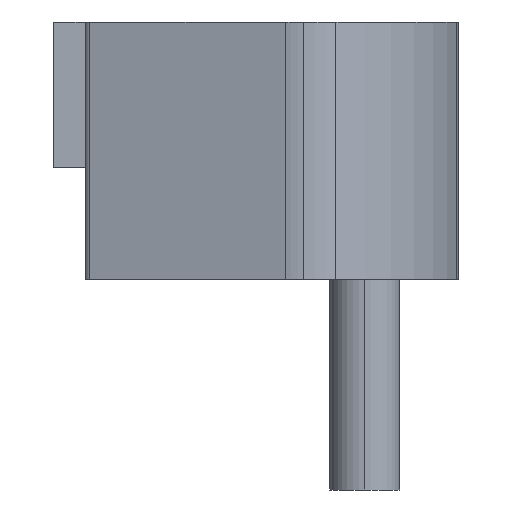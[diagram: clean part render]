
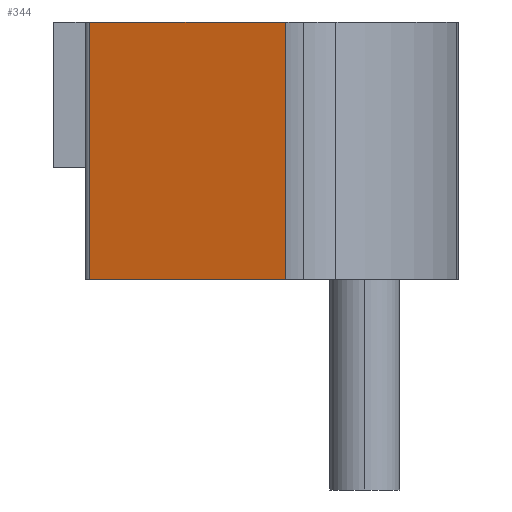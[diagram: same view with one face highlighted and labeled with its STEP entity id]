
A CAD part, left-side view. The second image highlights one B-rep face of the part: STEP entity #344.
In plain terms, the highlighted planar face has unit normal (-0.966, 0.259, 0).
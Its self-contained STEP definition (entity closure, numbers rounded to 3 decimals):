
#41 = VERTEX_POINT ( 'NONE', #612 ) ;
#85 = FACE_OUTER_BOUND ( 'NONE', #800, .T. ) ;
#87 = CARTESIAN_POINT ( 'NONE',  ( 136.336, 164.491, 11. ) ) ;
#151 = LINE ( 'NONE', #1366, #1526 ) ;
#317 = DIRECTION ( 'NONE',  ( 0., 0., -1. ) ) ;
#344 = ADVANCED_FACE ( 'NONE', ( #85 ), #932, .F. ) ;
#350 = CARTESIAN_POINT ( 'NONE',  ( 136.336, 164.491, 11. ) ) ;
#423 = EDGE_CURVE ( 'NONE', #810, #624, #1548, .T. ) ;
#435 = VERTEX_POINT ( 'NONE', #1457 ) ;
#446 = ORIENTED_EDGE ( 'NONE', *, *, #1368, .F. ) ;
#597 = DIRECTION ( 'NONE',  ( 0., 0., -1. ) ) ;
#612 = CARTESIAN_POINT ( 'NONE',  ( 134.092, 156.115, 11. ) ) ;
#624 = VERTEX_POINT ( 'NONE', #1637 ) ;
#636 = VECTOR ( 'NONE', #597, 1000. ) ;
#639 = CARTESIAN_POINT ( 'NONE',  ( 136.336, 164.491, 11. ) ) ;
#656 = CARTESIAN_POINT ( 'NONE',  ( 136.336, 164.491, 0. ) ) ;
#678 = DIRECTION ( 'NONE',  ( -0.259, -0.966, 0. ) ) ;
#723 = CARTESIAN_POINT ( 'NONE',  ( 134.092, 156.115, 11. ) ) ;
#800 = EDGE_LOOP ( 'NONE', ( #1573, #1050, #1570, #446 ) ) ;
#808 = VECTOR ( 'NONE', #678, 1000. ) ;
#810 = VERTEX_POINT ( 'NONE', #350 ) ;
#932 = PLANE ( 'NONE',  #1243 ) ;
#1012 = LINE ( 'NONE', #656, #808 ) ;
#1050 = ORIENTED_EDGE ( 'NONE', *, *, #1480, .T. ) ;
#1057 = EDGE_CURVE ( 'NONE', #41, #435, #1103, .T. ) ;
#1094 = DIRECTION ( 'NONE',  ( 0.966, -0.259, 0. ) ) ;
#1103 = LINE ( 'NONE', #723, #636 ) ;
#1243 = AXIS2_PLACEMENT_3D ( 'NONE', #87, #1094, #1716 ) ;
#1366 = CARTESIAN_POINT ( 'NONE',  ( 136.336, 164.491, 11. ) ) ;
#1368 = EDGE_CURVE ( 'NONE', #810, #41, #151, .T. ) ;
#1457 = CARTESIAN_POINT ( 'NONE',  ( 134.092, 156.115, 0. ) ) ;
#1480 = EDGE_CURVE ( 'NONE', #624, #435, #1012, .T. ) ;
#1526 = VECTOR ( 'NONE', #1642, 1000. ) ;
#1548 = LINE ( 'NONE', #639, #1708 ) ;
#1570 = ORIENTED_EDGE ( 'NONE', *, *, #1057, .F. ) ;
#1573 = ORIENTED_EDGE ( 'NONE', *, *, #423, .T. ) ;
#1637 = CARTESIAN_POINT ( 'NONE',  ( 136.336, 164.491, 0. ) ) ;
#1642 = DIRECTION ( 'NONE',  ( -0.259, -0.966, 0. ) ) ;
#1708 = VECTOR ( 'NONE', #317, 1000. ) ;
#1716 = DIRECTION ( 'NONE',  ( 0.259, 0.966, 0. ) ) ;
